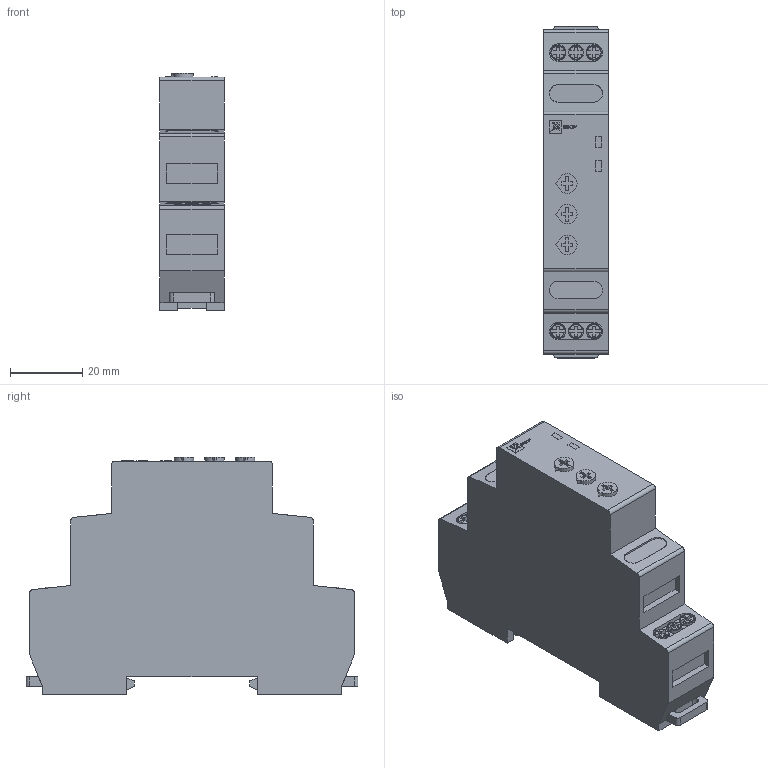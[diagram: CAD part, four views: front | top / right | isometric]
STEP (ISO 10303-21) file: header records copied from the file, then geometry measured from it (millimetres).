
FILE_DESCRIPTION (( 'STEP AP203' ), '1' );
FILE_NAME ('Ðåëå âðåìåíè RT-10 (rt-10).STEP', '2018-09-04T05:53:06', ( '' ), ( '' ), 'SwSTEP 2.0', 'SolidWorks 2017', '' );
FILE_SCHEMA (( 'CONFIG_CONTROL_DESIGN' ));
Length unit declared in the file: millimetre
Products named in the file (1): Ðåëå âðåìåíè RT-10 (rt-10)
Bounding box: 17.8 x 92 x 65.9 mm (x, y, z)
Volume: 78066.4 mm3; surface area: 16619.8 mm2
Topology: 1 solids, 1 shells, 403 faces, 1086 edges, 720 vertices
Faces by surface type: plane 302, cylinder 71, bspline 18, torus 12
Entity records: 13211 total; most frequent: CARTESIAN_POINT 3032, ORIENTED_EDGE 2172, DIRECTION 1956, EDGE_CURVE 1086, VECTOR 844, LINE 844, VERTEX_POINT 720, AXIS2_PLACEMENT_3D 556
